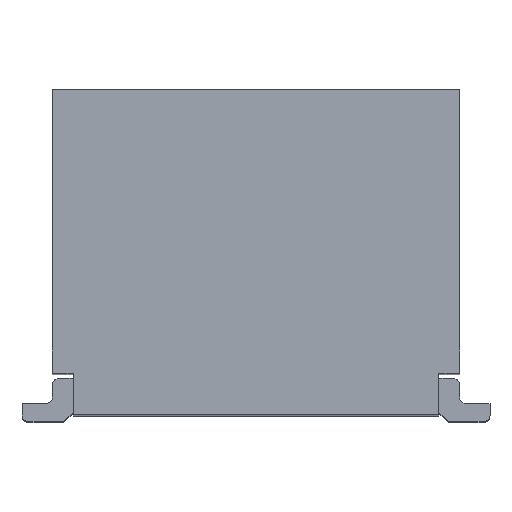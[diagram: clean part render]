
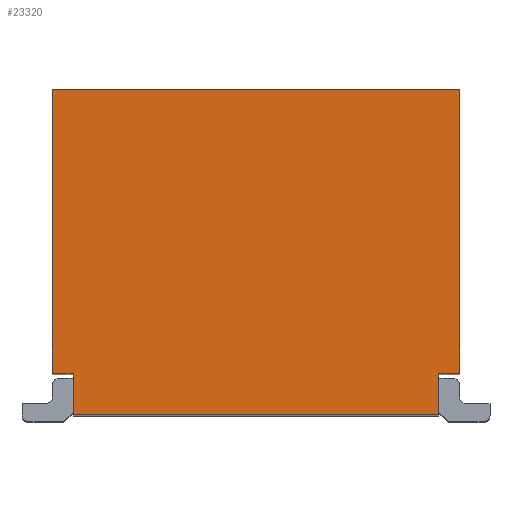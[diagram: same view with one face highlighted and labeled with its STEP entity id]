
A CAD part, top view. The second image highlights one B-rep face of the part: STEP entity #23320.
In plain terms, the highlighted planar face has unit normal (0, 0, 1).
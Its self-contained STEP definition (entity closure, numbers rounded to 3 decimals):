
#1760=CARTESIAN_POINT('',(1.47,0.15,1.415));
#1770=VERTEX_POINT('',#1760);
#1800=CARTESIAN_POINT('',(0.,0.15,1.415)
);
#1810=DIRECTION('',(-1.,0.,0.));
#1820=VECTOR('',#1810,1.);
#1830=LINE('',#1800,#1820);
#1840=CARTESIAN_POINT('',(1.32,0.15,1.415));
#1850=VERTEX_POINT('',#1840);
#1860=EDGE_CURVE('',#1770,#1850,#1830,.T.);
#2720=CARTESIAN_POINT('',(-1.47,0.15,1.415));
#2730=VERTEX_POINT('',#2720);
#2760=CARTESIAN_POINT('',(-1.47,0.1,1.415));
#2770=DIRECTION('',(0.,1.,0.));
#2780=VECTOR('',#2770,1.);
#2790=LINE('',#2760,#2780);
#2800=CARTESIAN_POINT('',(-1.47,-1.9,1.415));
#2810=VERTEX_POINT('',#2800);
#2820=EDGE_CURVE('',#2810,#2730,#2790,.T.);
#4130=CARTESIAN_POINT('',(1.47,-1.9,1.415));
#4140=VERTEX_POINT('',#4130);
#4170=CARTESIAN_POINT('',(1.47,0.1,1.415));
#4180=DIRECTION('',(0.,1.,0.));
#4190=VECTOR('',#4180,1.);
#4200=LINE('',#4170,#4190);
#4210=EDGE_CURVE('',#4140,#1770,#4200,.T.);
#12630=CARTESIAN_POINT('',(-1.32,0.15,1.415));
#12640=VERTEX_POINT('',#12630);
#12670=CARTESIAN_POINT('',(0.,0.15,1.415
));
#12680=DIRECTION('',(-1.,0.,0.));
#12690=VECTOR('',#12680,1.);
#12700=LINE('',#12670,#12690);
#12710=EDGE_CURVE('',#12640,#2730,#12700,.T.);
#14170=CARTESIAN_POINT('',(1.32,0.,1.415));
#14180=DIRECTION('',(0.,-1.,0.));
#14190=VECTOR('',#14180,1.);
#14200=LINE('',#14170,#14190);
#14210=CARTESIAN_POINT('',(1.32,0.45,1.415));
#14220=VERTEX_POINT('',#14210);
#14230=EDGE_CURVE('',#14220,#1850,#14200,.T.);
#22050=CARTESIAN_POINT('',(0.,0.45,1.415));
#22060=DIRECTION('',(1.,0.,0.));
#22070=VECTOR('',#22060,1.);
#22080=LINE('',#22050,#22070);
#22090=CARTESIAN_POINT('',(-1.32,0.45,1.415));
#22100=VERTEX_POINT('',#22090);
#22110=EDGE_CURVE('',#22100,#14220,#22080,.T.);
#22290=CARTESIAN_POINT('',(0.,-1.9,1.415));
#22300=DIRECTION('',(-1.,0.,0.));
#22310=VECTOR('',#22300,1.);
#22320=LINE('',#22290,#22310);
#22330=EDGE_CURVE('',#4140,#2810,#22320,.T.);
#23120=CARTESIAN_POINT('',(0.67,-0.438,1.415));
#23130=DIRECTION('',(0.,0.,-1.));
#23140=DIRECTION('',(1.,0.,0.));
#23150=AXIS2_PLACEMENT_3D('',#23120,#23130,#23140);
#23160=PLANE('',#23150);
#23170=ORIENTED_EDGE('',*,*,#12710,.T.);
#23180=CARTESIAN_POINT('',(-1.32,0.,1.415));
#23190=DIRECTION('',(0.,1.,0.));
#23200=VECTOR('',#23190,1.);
#23210=LINE('',#23180,#23200);
#23220=EDGE_CURVE('',#12640,#22100,#23210,.T.);
#23230=ORIENTED_EDGE('',*,*,#23220,.F.);
#23240=ORIENTED_EDGE('',*,*,#22110,.F.);
#23250=ORIENTED_EDGE('',*,*,#14230,.F.);
#23260=ORIENTED_EDGE('',*,*,#1860,.T.);
#23270=ORIENTED_EDGE('',*,*,#4210,.T.);
#23280=ORIENTED_EDGE('',*,*,#22330,.F.);
#23290=ORIENTED_EDGE('',*,*,#2820,.F.);
#23300=EDGE_LOOP('',(#23290,#23280,#23270,#23260,#23250,#23240,#23230,
#23170));
#23310=FACE_OUTER_BOUND('',#23300,.T.);
#23320=ADVANCED_FACE('',(#23310),#23160,.F.);
